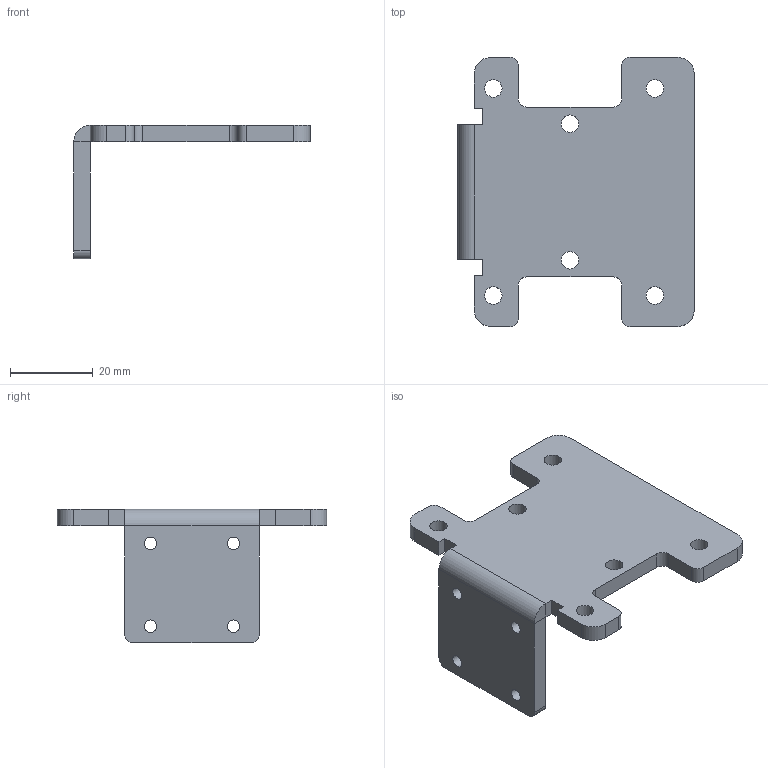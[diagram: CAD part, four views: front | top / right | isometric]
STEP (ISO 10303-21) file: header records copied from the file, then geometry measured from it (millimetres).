
FILE_DESCRIPTION(/* description */ (''),/* implementation_level */ '2;1');
FILE_NAME(/* name */ 'mocowanie_prowadnic.stp',/* time_stamp */ '2021-08-06T13:04:18+02:00',/* author */ ('szymo'),/* organization */ (''),/* preprocessor_version */ 'ST-DEVELOPER v18.1',/* originating_system */ 'Autodesk Inventor 2020',/* authorisation */ '');
FILE_SCHEMA (('AUTOMOTIVE_DESIGN { 1 0 10303 214 3 1 1 }'));
Length unit declared in the file: millimetre
Products named in the file (1): mocowanie_lewe
Bounding box: 57.1 x 65 x 32.23 mm (x, y, z)
Volume: 14913.6 mm3; surface area: 9282.3 mm2
Topology: 1 solids, 1 shells, 54 faces, 148 edges, 96 vertices
Faces by surface type: plane 28, cylinder 26
Full cylindrical faces by diameter (mm): 3 x4, 4.2 x6
Entity records: 1801 total; most frequent: DIRECTION 310, CARTESIAN_POINT 299, ORIENTED_EDGE 296, EDGE_CURVE 148, AXIS2_PLACEMENT_3D 107, LINE 96, VECTOR 96, VERTEX_POINT 96
